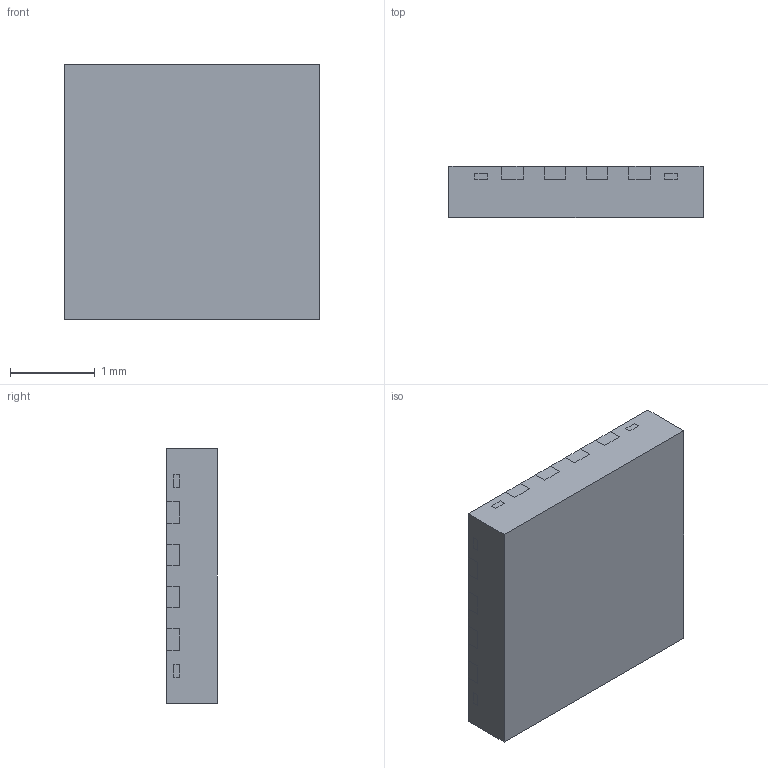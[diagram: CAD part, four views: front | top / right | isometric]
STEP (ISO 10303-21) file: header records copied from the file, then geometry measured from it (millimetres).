
FILE_DESCRIPTION(/* description */ ('Unknown'),/* implementation_level */ '2;1');
FILE_NAME(/* name */ 'QFN3030B-16_STP',/* time_stamp */ '2020-11-19T14:47:18+08:00',/* author */ ('Unknown'),/* organization */ ('Unknown'),/* preprocessor_version */ 'ST-DEVELOPER v16.7',/* originating_system */ 'DEX',/* authorisation */ $);
FILE_SCHEMA (('TECHNICAL_DATA_PACKAGING','AUTOMOTIVE_DESIGN {1 0 10303 214 3 1 1}'));
Length unit declared in the file: millimetre
Products named in the file (3): QFN3030B-16; LF; CP
Assembly tree (2 placements, depth 2):
  QFN3030B-16
    LF
    CP
Bounding box: 3 x 0.6 x 3 mm (x, y, z)
Volume: 5.4 mm3; surface area: 48.9 mm2
Topology: 18 solids, 18 shells, 623 faces, 1776 edges, 1184 vertices
Faces by surface type: plane 461, cylinder 162
Entity records: 22547 total; most frequent: CARTESIAN_POINT 3586, ORIENTED_EDGE 3552, DIRECTION 3352, EDGE_CURVE 1776, LINE 1452, VECTOR 1452, VERTEX_POINT 1184, AXIS2_PLACEMENT_3D 950
